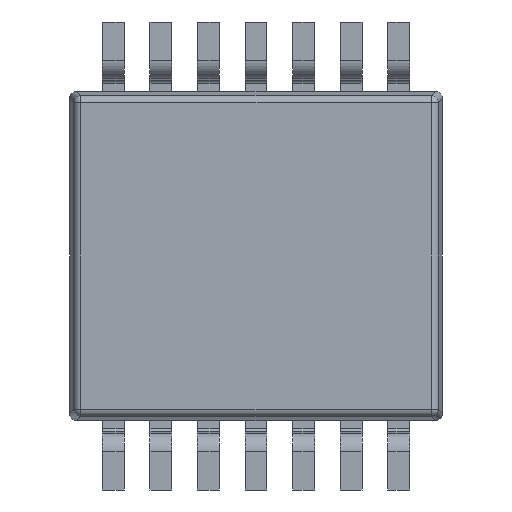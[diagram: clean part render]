
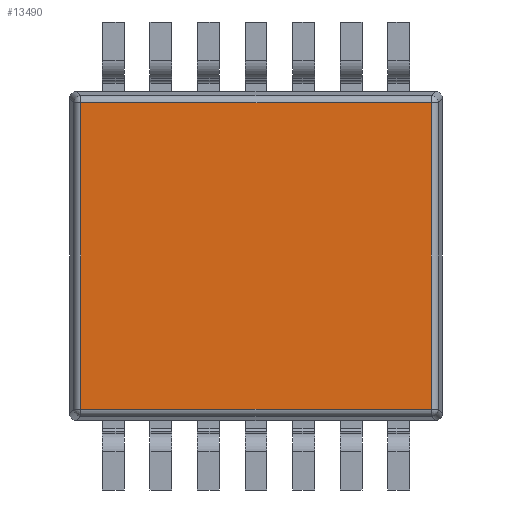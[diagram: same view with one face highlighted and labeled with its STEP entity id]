
A CAD part, front view. The second image highlights one B-rep face of the part: STEP entity #13490.
In plain terms, the highlighted planar face has unit normal (0, -1, 0).
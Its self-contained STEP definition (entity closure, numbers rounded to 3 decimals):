
#280 = CARTESIAN_POINT ( 'NONE',  ( 2.55, -0.525, 2.18 ) ) ;
#1482 = LINE ( 'NONE', #7699, #17195 ) ;
#1820 = VERTEX_POINT ( 'NONE', #13967 ) ;
#2463 = VERTEX_POINT ( 'NONE', #7253 ) ;
#2476 = VECTOR ( 'NONE', #6243, 1000. ) ;
#3168 = PLANE ( 'NONE',  #15372 ) ;
#3267 = VECTOR ( 'NONE', #14250, 1000. ) ;
#3749 = CARTESIAN_POINT ( 'NONE',  ( 2.395, -0.525, 2.095 ) ) ;
#4835 = VERTEX_POINT ( 'NONE', #3749 ) ;
#6243 = DIRECTION ( 'NONE',  ( 0., 0., 1. ) ) ;
#6409 = VECTOR ( 'NONE', #10907, 1000. ) ;
#6680 = EDGE_CURVE ( 'NONE', #8387, #4835, #9771, .T. ) ;
#7117 = EDGE_CURVE ( 'NONE', #4835, #1820, #9103, .T. ) ;
#7253 = CARTESIAN_POINT ( 'NONE',  ( -2.395, -0.525, -2.095 ) ) ;
#7699 = CARTESIAN_POINT ( 'NONE',  ( -2.395, -0.525, -2.18 ) ) ;
#7889 = ORIENTED_EDGE ( 'NONE', *, *, #9433, .T. ) ;
#8387 = VERTEX_POINT ( 'NONE', #14760 ) ;
#8849 = ORIENTED_EDGE ( 'NONE', *, *, #7117, .T. ) ;
#9000 = LINE ( 'NONE', #15264, #6409 ) ;
#9103 = LINE ( 'NONE', #16927, #3267 ) ;
#9433 = EDGE_CURVE ( 'NONE', #1820, #2463, #1482, .T. ) ;
#9743 = EDGE_CURVE ( 'NONE', #2463, #8387, #9000, .T. ) ;
#9771 = LINE ( 'NONE', #15722, #2476 ) ;
#9850 = EDGE_LOOP ( 'NONE', ( #7889, #17343, #15513, #8849 ) ) ;
#10907 = DIRECTION ( 'NONE',  ( 1., 0., 0. ) ) ;
#13445 = FACE_OUTER_BOUND ( 'NONE', #9850, .T. ) ;
#13490 = ADVANCED_FACE ( 'NONE', ( #13445 ), #3168, .F. ) ;
#13967 = CARTESIAN_POINT ( 'NONE',  ( -2.395, -0.525, 2.095 ) ) ;
#14165 = DIRECTION ( 'NONE',  ( 0., 0., 1. ) ) ;
#14250 = DIRECTION ( 'NONE',  ( -1., 0., 0. ) ) ;
#14760 = CARTESIAN_POINT ( 'NONE',  ( 2.395, -0.525, -2.095 ) ) ;
#15264 = CARTESIAN_POINT ( 'NONE',  ( 2.55, -0.525, -2.095 ) ) ;
#15372 = AXIS2_PLACEMENT_3D ( 'NONE', #280, #16837, #14165 ) ;
#15513 = ORIENTED_EDGE ( 'NONE', *, *, #6680, .T. ) ;
#15722 = CARTESIAN_POINT ( 'NONE',  ( 2.395, -0.525, 2.18 ) ) ;
#16837 = DIRECTION ( 'NONE',  ( 0., 1., 0. ) ) ;
#16927 = CARTESIAN_POINT ( 'NONE',  ( 2.55, -0.525, 2.095 ) ) ;
#17195 = VECTOR ( 'NONE', #17271, 1000. ) ;
#17271 = DIRECTION ( 'NONE',  ( 0., 0., -1. ) ) ;
#17343 = ORIENTED_EDGE ( 'NONE', *, *, #9743, .T. ) ;
